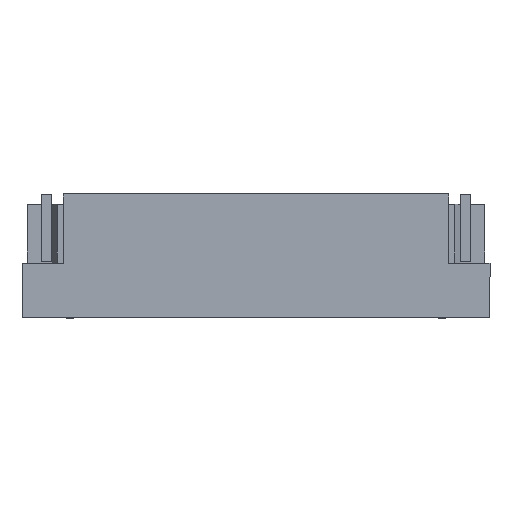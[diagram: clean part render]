
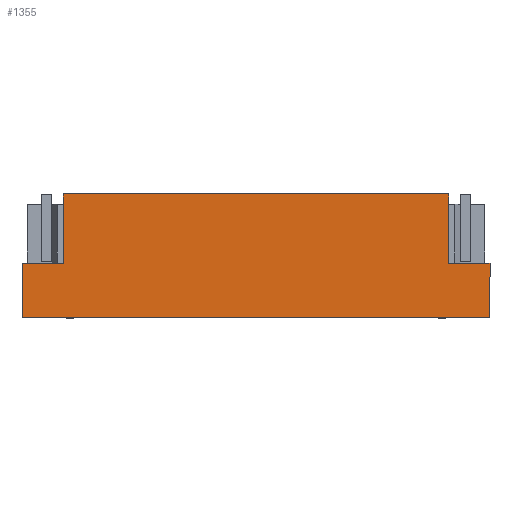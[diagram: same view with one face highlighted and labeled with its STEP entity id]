
A CAD part, top view. The second image highlights one B-rep face of the part: STEP entity #1355.
In plain terms, the highlighted planar face has unit normal (0, 0, 1).
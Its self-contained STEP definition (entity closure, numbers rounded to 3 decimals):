
#1305=AXIS2_PLACEMENT_3D('Plane Axis2P3D',#1302,#1303,#1304) ;
#76=CARTESIAN_POINT('Line Origine',(-22.68,0.,14.2)) ;
#80=CARTESIAN_POINT('Vertex',(-4.,0.,14.2)) ;
#82=CARTESIAN_POINT('Vertex',(-41.36,0.,14.2)) ;
#510=CARTESIAN_POINT('Vertex',(0.,-12.,14.2)) ;
#513=CARTESIAN_POINT('Line Origine',(-22.68,-12.,14.2)) ;
#517=CARTESIAN_POINT('Vertex',(-45.36,-12.,14.2)) ;
#1302=CARTESIAN_POINT('Axis2P3D Location',(-25.22,0.,14.2)) ;
#1307=CARTESIAN_POINT('Line Origine',(0.,-9.35,14.2)) ;
#1311=CARTESIAN_POINT('Vertex',(0.,-6.7,14.2)) ;
#1314=CARTESIAN_POINT('Line Origine',(-2.,-6.7,14.2)) ;
#1318=CARTESIAN_POINT('Vertex',(-4.,-6.7,14.2)) ;
#1321=CARTESIAN_POINT('Line Origine',(-4.,-3.35,14.2)) ;
#1326=CARTESIAN_POINT('Line Origine',(-41.36,-3.35,14.2)) ;
#1330=CARTESIAN_POINT('Vertex',(-41.36,-6.7,14.2)) ;
#1333=CARTESIAN_POINT('Line Origine',(-43.36,-6.7,14.2)) ;
#1337=CARTESIAN_POINT('Vertex',(-45.36,-6.7,14.2)) ;
#1340=CARTESIAN_POINT('Line Origine',(-45.36,-9.35,14.2)) ;
#77=DIRECTION('Vector Direction',(1.,0.,0.)) ;
#514=DIRECTION('Vector Direction',(1.,0.,0.)) ;
#1303=DIRECTION('Axis2P3D Direction',(0.,0.,1.)) ;
#1304=DIRECTION('Axis2P3D XDirection',(0.,-1.,0.)) ;
#1308=DIRECTION('Vector Direction',(0.,-1.,0.)) ;
#1315=DIRECTION('Vector Direction',(1.,0.,0.)) ;
#1322=DIRECTION('Vector Direction',(0.,1.,0.)) ;
#1327=DIRECTION('Vector Direction',(0.,1.,0.)) ;
#1334=DIRECTION('Vector Direction',(1.,0.,0.)) ;
#1341=DIRECTION('Vector Direction',(0.,-1.,0.)) ;
#78=VECTOR('Line Direction',#77,1.) ;
#515=VECTOR('Line Direction',#514,1.) ;
#1309=VECTOR('Line Direction',#1308,1.) ;
#1316=VECTOR('Line Direction',#1315,1.) ;
#1323=VECTOR('Line Direction',#1322,1.) ;
#1328=VECTOR('Line Direction',#1327,1.) ;
#1335=VECTOR('Line Direction',#1334,1.) ;
#1342=VECTOR('Line Direction',#1341,1.) ;
#1346=ORIENTED_EDGE('',*,*,#519,.T.) ;
#1347=ORIENTED_EDGE('',*,*,#1313,.F.) ;
#1348=ORIENTED_EDGE('',*,*,#1320,.T.) ;
#1349=ORIENTED_EDGE('',*,*,#1325,.F.) ;
#1350=ORIENTED_EDGE('',*,*,#84,.T.) ;
#1351=ORIENTED_EDGE('',*,*,#1332,.T.) ;
#1352=ORIENTED_EDGE('',*,*,#1339,.F.) ;
#1353=ORIENTED_EDGE('',*,*,#1344,.T.) ;
#1355=ADVANCED_FACE('Housing',(#1354),#1306,.T.) ;
#84=EDGE_CURVE('',#81,#83,#79,.F.) ;
#519=EDGE_CURVE('',#518,#511,#516,.T.) ;
#1313=EDGE_CURVE('',#1312,#511,#1310,.T.) ;
#1320=EDGE_CURVE('',#1312,#1319,#1317,.F.) ;
#1325=EDGE_CURVE('',#81,#1319,#1324,.F.) ;
#1332=EDGE_CURVE('',#83,#1331,#1329,.F.) ;
#1339=EDGE_CURVE('',#1338,#1331,#1336,.T.) ;
#1344=EDGE_CURVE('',#1338,#518,#1343,.T.) ;
#1345=EDGE_LOOP('',(#1346,#1347,#1348,#1349,#1350,#1351,#1352,#1353)) ;
#1354=FACE_OUTER_BOUND('',#1345,.T.) ;
#79=LINE('Line',#76,#78) ;
#516=LINE('Line',#513,#515) ;
#1310=LINE('Line',#1307,#1309) ;
#1317=LINE('Line',#1314,#1316) ;
#1324=LINE('Line',#1321,#1323) ;
#1329=LINE('Line',#1326,#1328) ;
#1336=LINE('Line',#1333,#1335) ;
#1343=LINE('Line',#1340,#1342) ;
#1306=PLANE('',#1305) ;
#81=VERTEX_POINT('',#80) ;
#83=VERTEX_POINT('',#82) ;
#511=VERTEX_POINT('',#510) ;
#518=VERTEX_POINT('',#517) ;
#1312=VERTEX_POINT('',#1311) ;
#1319=VERTEX_POINT('',#1318) ;
#1331=VERTEX_POINT('',#1330) ;
#1338=VERTEX_POINT('',#1337) ;
